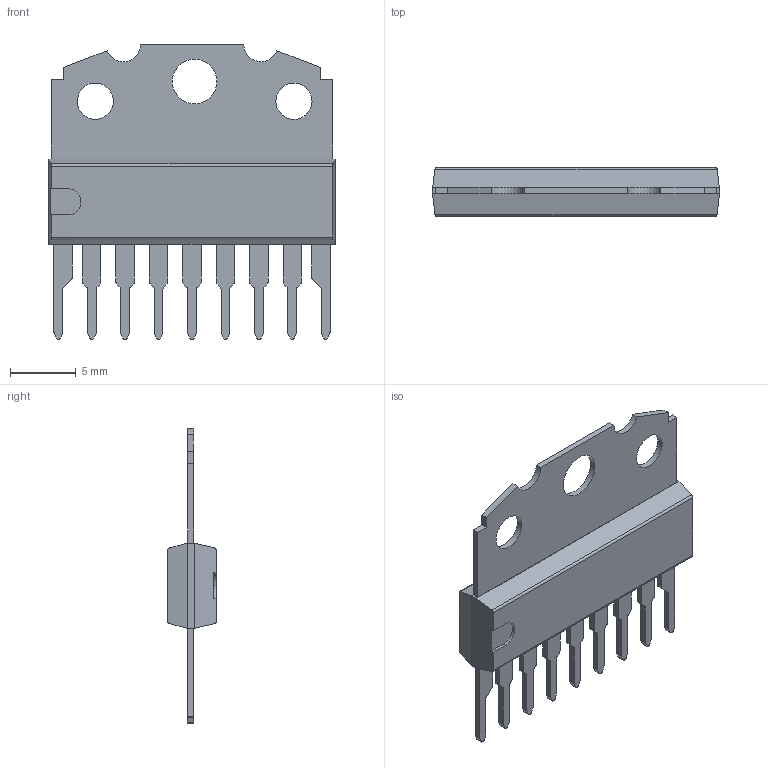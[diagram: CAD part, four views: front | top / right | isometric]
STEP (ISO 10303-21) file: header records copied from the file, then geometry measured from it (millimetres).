
FILE_DESCRIPTION(('FreeCAD Model'),'2;1');
FILE_NAME('SOT-110.step', '2020-10-14T14:32:50',(''),(''),'Open CASCADE STEP processor 7.4', 'FreeCAD','Unknown');
FILE_SCHEMA(('AUTOMOTIVE_DESIGN { 1 0 10303 214 1 1 1 1 }'));
Length unit declared in the file: millimetre
Products named in the file (12): ASSEMBLY|=>[0:1:1:4]#SOLID;SOLID; Solid; Solid001; Solid002; Solid003; Solid004; Solid005; Solid006; Solid007; Solid008; Solid009; Solid010
Assembly tree (11 placements, depth 2):
  ASSEMBLY|=>[0:1:1:4]#SOLID;SOLID
    Solid
    Solid001
    Solid002
    Solid003
    Solid004
    Solid005
    Solid006
    Solid007
    Solid008
    Solid009
    Solid010
Bounding box: 21.8 x 3.7 x 22.4 mm (x, y, z)
Volume: 590.8 mm3; surface area: 984.4 mm2
Topology: 11 solids, 11 shells, 254 faces, 691 edges, 459 vertices
Faces by surface type: plane 154, cylinder 98, bspline 2
Entity records: 8377 total; most frequent: CARTESIAN_POINT 1450, DIRECTION 1422, ORIENTED_EDGE 1382, EDGE_CURVE 691, LINE 488, VECTOR 488, AXIS2_PLACEMENT_3D 467, VERTEX_POINT 459
